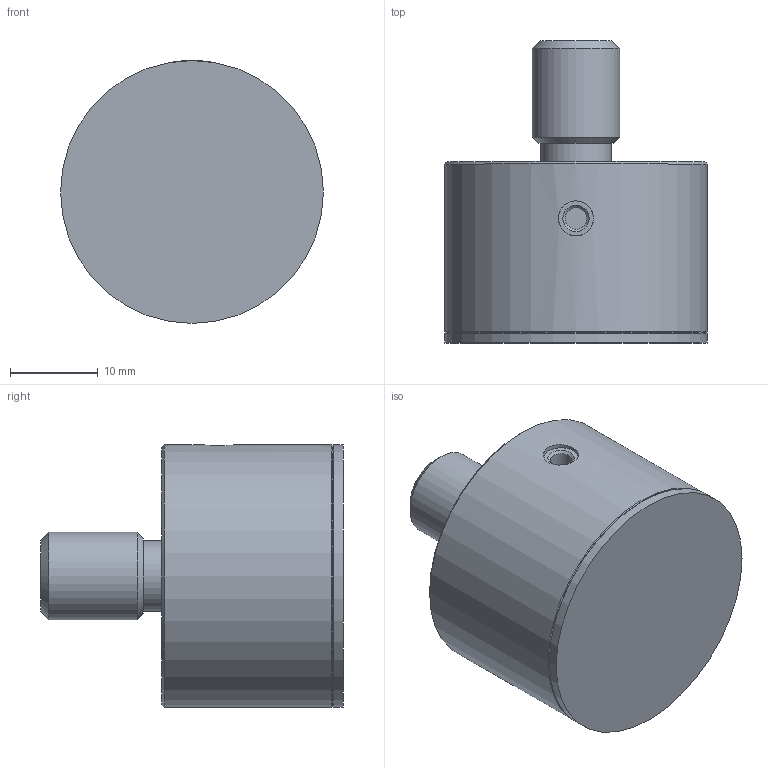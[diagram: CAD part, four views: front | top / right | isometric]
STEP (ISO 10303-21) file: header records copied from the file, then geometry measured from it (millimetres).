
FILE_DESCRIPTION( ( 'STEP AP214' ), '1' );
FILE_NAME( 'HM1030NC.stp', '2021-04-27T04:40:41', ( 'License CC BY-ND 4.0' ), ( 'CADENAS' ), ' ', 'PARTsolutions', ' ' );
FILE_SCHEMA( ( 'AUTOMOTIVE_DESIGN { 1 0 10303 214 1 1 1 1 }' ) );
Length unit declared in the file: millimetre
Products named in the file (2): HM1030NC; _zylinder-HM1030NC
Assembly tree (1 placements, depth 2):
  HM1030NC
    _zylinder-HM1030NC
Bounding box: 30 x 34.5 x 30 mm (x, y, z)
Volume: 15542.9 mm3; surface area: 3891.2 mm2
Topology: 1 solids, 1 shells, 21 faces, 34 edges, 20 vertices
Faces by surface type: cylinder 7, plane 7, cone 7
Full cylindrical faces by diameter (mm): 2.459 x1, 4 x1, 4.134 x1, 8 x1, 10 x1, 30 x2
Entity records: 670 total; most frequent: CARTESIAN_POINT 116, DIRECTION 84, AXIS2_PLACEMENT_3D 42, EDGE_LOOP 40, ORIENTED_EDGE 40, FACE_OUTER_BOUND 28, STYLED_ITEM 21, PRESENTATION_STYLE_ASSIGNMENT 21
